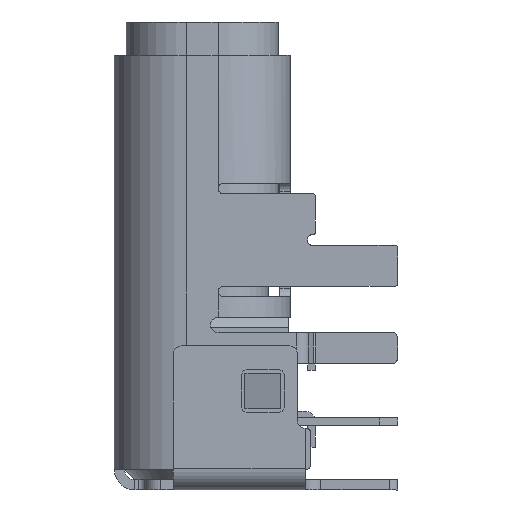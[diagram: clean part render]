
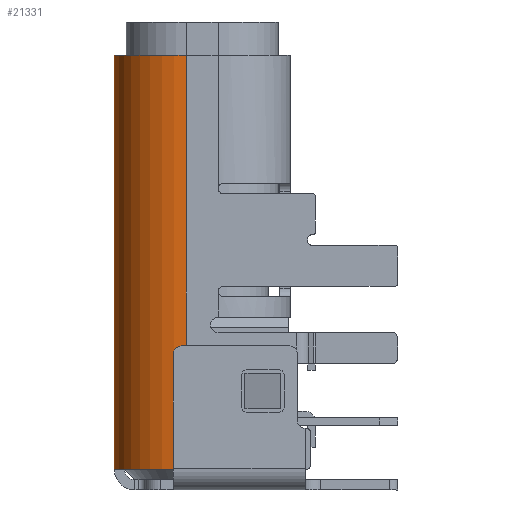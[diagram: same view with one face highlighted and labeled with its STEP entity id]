
A CAD part, left-side view. The second image highlights one B-rep face of the part: STEP entity #21331.
In plain terms, the highlighted cylindrical face has radius 1.4 mm (diameter 2.8 mm), a partial arc.
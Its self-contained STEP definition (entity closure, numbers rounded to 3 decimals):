
#145 = DIRECTION ( 'NONE',  ( 0., 0., 1. ) ) ;
#941 = LINE ( 'NONE', #14166, #24207 ) ;
#1634 = VECTOR ( 'NONE', #145, 1000. ) ;
#1656 = DIRECTION ( 'NONE',  ( 0., 0., 1. ) ) ;
#2024 = CARTESIAN_POINT ( 'NONE',  ( -4.6, 2.51, -4.15 ) ) ;
#3042 = FACE_OUTER_BOUND ( 'NONE', #12551, .T. ) ;
#3328 = EDGE_CURVE ( 'NONE', #24182, #16899, #19733, .T. ) ;
#4718 = VERTEX_POINT ( 'NONE', #17240 ) ;
#4822 = CIRCLE ( 'NONE', #5510, 1.4 ) ;
#5484 = ORIENTED_EDGE ( 'NONE', *, *, #16702, .F. ) ;
#5510 = AXIS2_PLACEMENT_3D ( 'NONE', #9643, #19711, #7200 ) ;
#6327 = EDGE_CURVE ( 'NONE', #24182, #4718, #12449, .T. ) ;
#7200 = DIRECTION ( 'NONE',  ( 1., 0., 0. ) ) ;
#7586 = DIRECTION ( 'NONE',  ( 0., 0., 1. ) ) ;
#9029 = AXIS2_PLACEMENT_3D ( 'NONE', #20099, #7586, #24146 ) ;
#9570 = ORIENTED_EDGE ( 'NONE', *, *, #6327, .F. ) ;
#9643 = CARTESIAN_POINT ( 'NONE',  ( -3.2, 2.51, 3.9 ) ) ;
#10273 = CYLINDRICAL_SURFACE ( 'NONE', #18020, 1.4 ) ;
#12426 = VERTEX_POINT ( 'NONE', #18778 ) ;
#12449 = LINE ( 'NONE', #16507, #1634 ) ;
#12551 = EDGE_LOOP ( 'NONE', ( #25128, #5484, #9570, #22950 ) ) ;
#14166 = CARTESIAN_POINT ( 'NONE',  ( -4.6, 2.51, -4.15 ) ) ;
#14414 = CARTESIAN_POINT ( 'NONE',  ( -3.2, 3.91, -4.15 ) ) ;
#15150 = EDGE_CURVE ( 'NONE', #16899, #12426, #941, .T. ) ;
#16507 = CARTESIAN_POINT ( 'NONE',  ( -3.2, 3.91, -4.15 ) ) ;
#16702 = EDGE_CURVE ( 'NONE', #4718, #12426, #4822, .T. ) ;
#16899 = VERTEX_POINT ( 'NONE', #2024 ) ;
#17240 = CARTESIAN_POINT ( 'NONE',  ( -3.2, 3.91, 3.9 ) ) ;
#17501 = CARTESIAN_POINT ( 'NONE',  ( -3.2, 2.51, -4.15 ) ) ;
#18020 = AXIS2_PLACEMENT_3D ( 'NONE', #17501, #21489, #21840 ) ;
#18778 = CARTESIAN_POINT ( 'NONE',  ( -4.6, 2.51, 3.9 ) ) ;
#19711 = DIRECTION ( 'NONE',  ( 0., 0., 1. ) ) ;
#19733 = CIRCLE ( 'NONE', #9029, 1.4 ) ;
#20099 = CARTESIAN_POINT ( 'NONE',  ( -3.2, 2.51, -4.15 ) ) ;
#21331 = ADVANCED_FACE ( 'NONE', ( #3042 ), #10273, .T. ) ;
#21489 = DIRECTION ( 'NONE',  ( 0., 0., 1. ) ) ;
#21840 = DIRECTION ( 'NONE',  ( 1., 0., 0. ) ) ;
#22950 = ORIENTED_EDGE ( 'NONE', *, *, #3328, .T. ) ;
#24146 = DIRECTION ( 'NONE',  ( 1., 0., 0. ) ) ;
#24182 = VERTEX_POINT ( 'NONE', #14414 ) ;
#24207 = VECTOR ( 'NONE', #1656, 1000. ) ;
#25128 = ORIENTED_EDGE ( 'NONE', *, *, #15150, .T. ) ;
